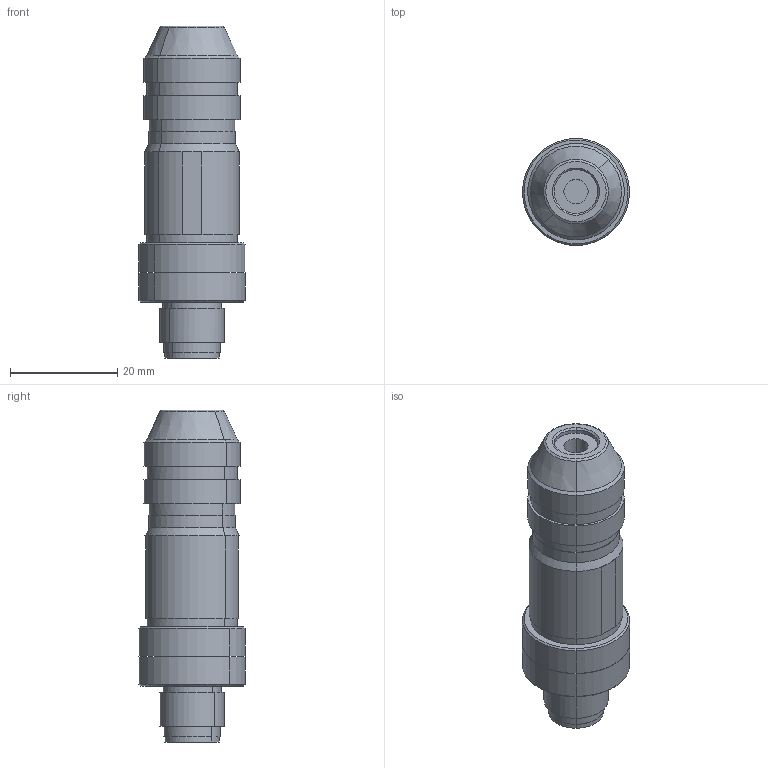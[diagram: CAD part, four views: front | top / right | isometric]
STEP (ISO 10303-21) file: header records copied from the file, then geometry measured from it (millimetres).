
FILE_DESCRIPTION(('CATIA V5 STEP Exchange','CAx-IF Rec.Pracs.--- Model Styling and Organization---1.4--- 2014-01-23'),'2;1');
FILE_NAME ('026489-2_1', '2021-03-11T07:30:41+00:00', ('none'), ('Weidmueller'), 'CATIA Version 5-6 Release 2016 SP3 HF44', 'CATIA V5 STEP AP214', 'none');
FILE_SCHEMA(('AUTOMOTIVE_DESIGN { 1 0 10303 214 1 1 1 1 }'));
Length unit declared in the file: millimetre
Products named in the file (1): 1920700000
Bounding box: 19.92 x 19.92 x 62 mm (x, y, z)
Volume: 13091.4 mm3; surface area: 6086.9 mm2
Topology: 8 solids, 8 shells, 133 faces, 301 edges, 180 vertices
Faces by surface type: cylinder 63, plane 46, cone 14, sphere 10
Entity records: 3908 total; most frequent: CARTESIAN_POINT 1134, ORIENTED_EDGE 562, DIRECTION 486, EDGE_CURVE 281, AXIS2_PLACEMENT_3D 242, VERTEX_POINT 180, EDGE_LOOP 151, ADVANCED_FACE 133
